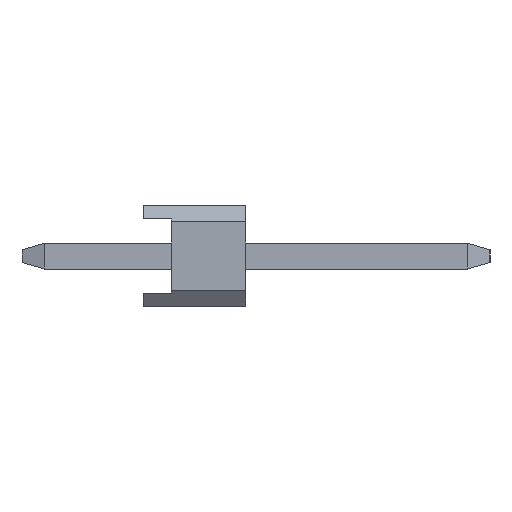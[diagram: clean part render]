
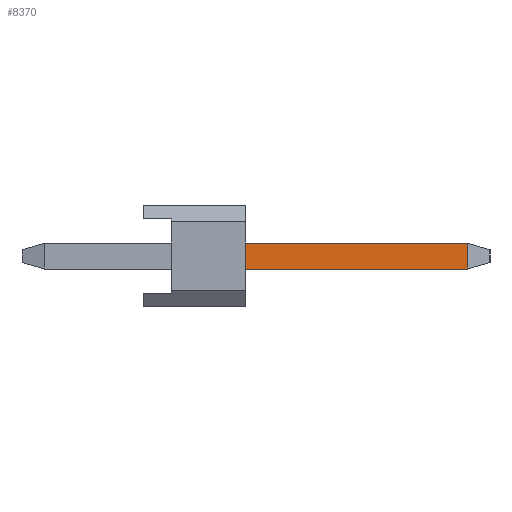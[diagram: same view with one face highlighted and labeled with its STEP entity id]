
A CAD part, left-side view. The second image highlights one B-rep face of the part: STEP entity #8370.
In plain terms, the highlighted planar face has unit normal (-1, 0, 0).
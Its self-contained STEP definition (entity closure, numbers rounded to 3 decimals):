
#4856=EDGE_CURVE('',#9338,#10306,#12094,.T.);
#5014=VERTEX_POINT('',#12277);
#5734=EDGE_CURVE('',#6786,#5014,#13061,.T.);
#6786=VERTEX_POINT('',#14244);
#7838=EDGE_CURVE('',#10306,#6786,#15386,.T.);
#8370=ADVANCED_FACE('',(#15967),#15968,.T.);
#9338=VERTEX_POINT('',#17033);
#10306=VERTEX_POINT('',#18097);
#10518=EDGE_CURVE('',#5014,#9338,#18327,.T.);
#12094=LINE('',#20522,#20523);
#12277=CARTESIAN_POINT('',(-28.26,-8.054,0.32));
#13061=LINE('',#21935,#21936);
#14244=CARTESIAN_POINT('',(-28.26,-2.54,0.32));
#15386=LINE('',#25284,#25285);
#15967=FACE_OUTER_BOUND('',#26142,.T.);
#15968=PLANE('',#26143);
#17033=CARTESIAN_POINT('',(-28.26,-8.054,-0.32));
#18097=CARTESIAN_POINT('',(-28.26,-2.54,-0.32));
#18327=LINE('',#29573,#29574);
#20522=CARTESIAN_POINT('',(-28.26,2.454,-0.32));
#20523=VECTOR('',#31404,1.0);
#21935=CARTESIAN_POINT('',(-28.26,-2.8,0.32));
#21936=VECTOR('',#32371,1.0);
#25284=CARTESIAN_POINT('',(-28.26,-2.54,0.252));
#25285=VECTOR('',#34803,1.0);
#26142=EDGE_LOOP('',(#35343,#35344,#35345,#35346));
#26143=AXIS2_PLACEMENT_3D('',#35347,#35348,#35349);
#29573=CARTESIAN_POINT('',(-28.26,-8.054,0.5));
#29574=VECTOR('',#37623,1.0);
#31404=DIRECTION('',(0.,1.0,0.));
#32371=DIRECTION('',(0.,-1.0,0.));
#34803=DIRECTION('',(0.,0.,1.0));
#35343=ORIENTED_EDGE('',*,*,#7838,.F.);
#35344=ORIENTED_EDGE('',*,*,#4856,.F.);
#35345=ORIENTED_EDGE('',*,*,#10518,.F.);
#35346=ORIENTED_EDGE('',*,*,#5734,.F.);
#35347=CARTESIAN_POINT('',(-28.26,2.454,0.5));
#35348=DIRECTION('',(-1.0,0.,0.));
#35349=DIRECTION('',(0.,1.0,0.));
#37623=DIRECTION('',(0.0,0.,-1.0));
